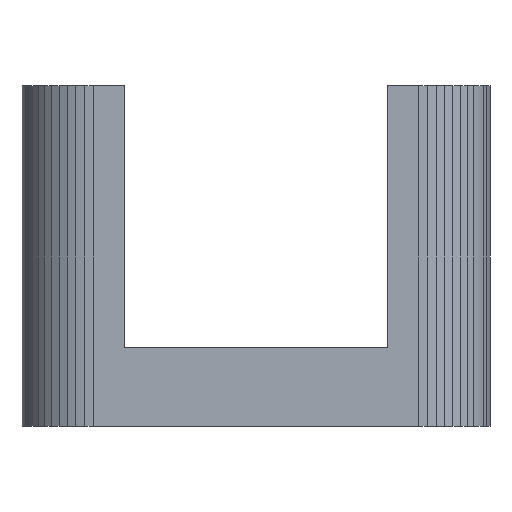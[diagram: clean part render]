
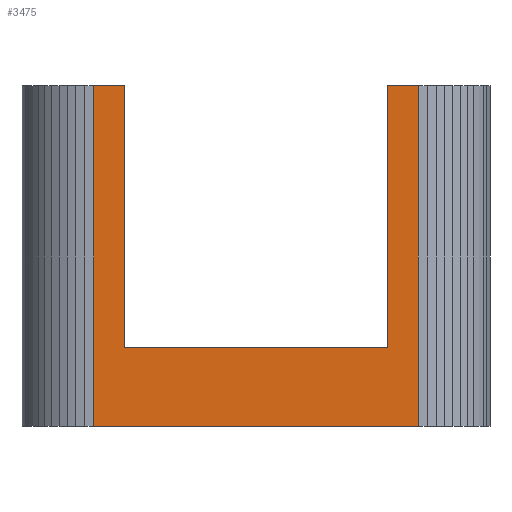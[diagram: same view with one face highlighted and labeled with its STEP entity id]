
A CAD part, left-side view. The second image highlights one B-rep face of the part: STEP entity #3475.
In plain terms, the highlighted planar face has unit normal (-1, 0, 0).
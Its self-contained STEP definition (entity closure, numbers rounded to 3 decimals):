
#129=FACE_OUTER_BOUND('',#301,.T.);
#301=EDGE_LOOP('',(#2779,#2780,#2781,#2782,#2783,#2784,#2785,#2786));
#363=LINE('',#4559,#863);
#716=LINE('',#5264,#1216);
#734=LINE('',#5300,#1234);
#747=LINE('',#5326,#1247);
#748=LINE('',#5327,#1248);
#749=LINE('',#5329,#1249);
#750=LINE('',#5331,#1250);
#751=LINE('',#5332,#1251);
#863=VECTOR('',#3713,20.1);
#1216=VECTOR('',#4286,2.35);
#1234=VECTOR('',#4306,2.35);
#1247=VECTOR('',#4321,20.1);
#1248=VECTOR('',#4322,20.2);
#1249=VECTOR('',#4323,26.1);
#1250=VECTOR('',#4324,24.9);
#1251=VECTOR('',#4325,26.1);
#1363=VERTEX_POINT('',#4557);
#1364=VERTEX_POINT('',#4558);
#1606=VERTEX_POINT('',#5262);
#1622=VERTEX_POINT('',#5297);
#1623=VERTEX_POINT('',#5299);
#1635=VERTEX_POINT('',#5325);
#1636=VERTEX_POINT('',#5328);
#1637=VERTEX_POINT('',#5330);
#1691=EDGE_CURVE('',#1363,#1364,#363,.T.);
#2044=EDGE_CURVE('',#1606,#1364,#716,.T.);
#2062=EDGE_CURVE('',#1622,#1623,#734,.T.);
#2075=EDGE_CURVE('',#1635,#1622,#747,.T.);
#2076=EDGE_CURVE('',#1635,#1363,#748,.T.);
#2077=EDGE_CURVE('',#1636,#1606,#749,.T.);
#2078=EDGE_CURVE('',#1637,#1636,#750,.T.);
#2079=EDGE_CURVE('',#1637,#1623,#751,.T.);
#2779=ORIENTED_EDGE('',*,*,#2062,.F.);
#2780=ORIENTED_EDGE('',*,*,#2075,.F.);
#2781=ORIENTED_EDGE('',*,*,#2076,.T.);
#2782=ORIENTED_EDGE('',*,*,#1691,.T.);
#2783=ORIENTED_EDGE('',*,*,#2044,.F.);
#2784=ORIENTED_EDGE('',*,*,#2077,.F.);
#2785=ORIENTED_EDGE('',*,*,#2078,.F.);
#2786=ORIENTED_EDGE('',*,*,#2079,.T.);
#3303=PLANE('',#3649);
#3475=ADVANCED_FACE('',(#129),#3303,.T.);
#3649=AXIS2_PLACEMENT_3D('',#5324,#4319,#4320);
#3713=DIRECTION('',(0.,0.,1.));
#4286=DIRECTION('',(0.,-1.,0.));
#4306=DIRECTION('',(0.,-1.,0.));
#4319=DIRECTION('center_axis',(-1.,0.,0.));
#4320=DIRECTION('ref_axis',(0.,0.,1.));
#4321=DIRECTION('',(0.,0.,1.));
#4322=DIRECTION('',(0.,1.,0.));
#4323=DIRECTION('',(0.,0.,1.));
#4324=DIRECTION('',(0.,1.,0.));
#4325=DIRECTION('',(0.,0.,1.));
#4557=CARTESIAN_POINT('',(0.,28.291,6.));
#4558=CARTESIAN_POINT('',(0.,28.291,26.1));
#4559=CARTESIAN_POINT('',(0.,28.291,6.));
#5262=CARTESIAN_POINT('',(0.,30.641,26.1));
#5264=CARTESIAN_POINT('',(0.,30.641,26.1));
#5297=CARTESIAN_POINT('',(0.,8.091,26.1));
#5299=CARTESIAN_POINT('',(0.,5.741,26.1));
#5300=CARTESIAN_POINT('',(0.,8.091,26.1));
#5324=CARTESIAN_POINT('Origin',(0.,8.091,6.));
#5325=CARTESIAN_POINT('',(0.,8.091,6.));
#5326=CARTESIAN_POINT('',(0.,8.091,6.));
#5327=CARTESIAN_POINT('',(0.,8.091,6.));
#5328=CARTESIAN_POINT('',(0.,30.641,0.));
#5329=CARTESIAN_POINT('',(0.,30.641,0.));
#5330=CARTESIAN_POINT('',(0.,5.741,0.));
#5331=CARTESIAN_POINT('',(0.,5.741,0.));
#5332=CARTESIAN_POINT('',(0.,5.741,0.));
